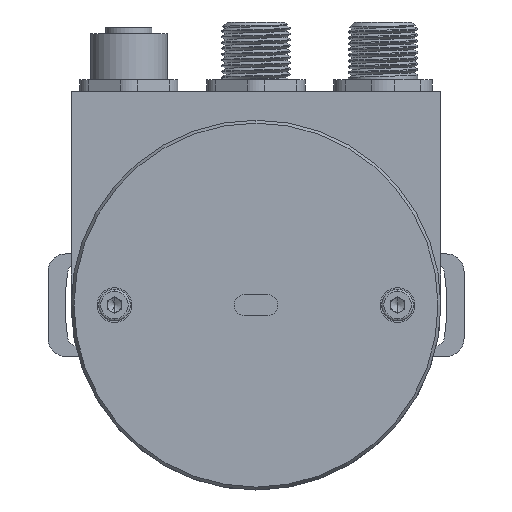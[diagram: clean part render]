
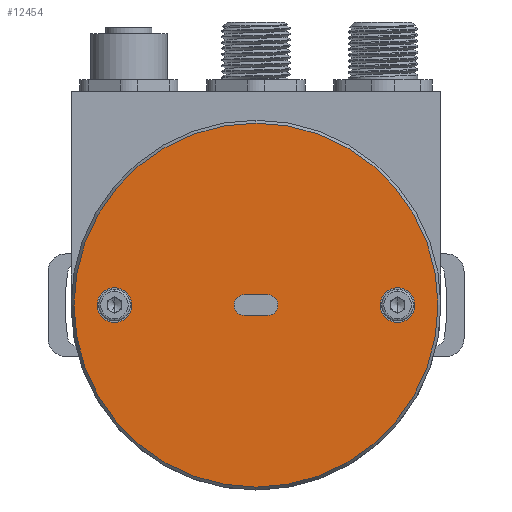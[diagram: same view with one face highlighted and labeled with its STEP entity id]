
A CAD part, front view. The second image highlights one B-rep face of the part: STEP entity #12454.
In plain terms, the highlighted planar face has unit normal (0, -1, 0).
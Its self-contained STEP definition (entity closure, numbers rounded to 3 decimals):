
#283 = CIRCLE ( 'NONE', #19966, 1.8 ) ;
#300 = FACE_BOUND ( 'NONE', #43011, .T. ) ;
#725 = CARTESIAN_POINT ( 'NONE',  ( -31.795, 16.725, -2.5 ) ) ;
#785 = ORIENTED_EDGE ( 'NONE', *, *, #31128, .F. ) ;
#2000 = CIRCLE ( 'NONE', #7657, 1.8 ) ;
#2034 = ORIENTED_EDGE ( 'NONE', *, *, #40296, .F. ) ;
#2280 = LINE ( 'NONE', #22985, #38385 ) ;
#2291 = CIRCLE ( 'NONE', #40977, 3. ) ;
#2411 = AXIS2_PLACEMENT_3D ( 'NONE', #6041, #2935, #35989 ) ;
#2935 = DIRECTION ( 'NONE',  ( 0., -1., 0. ) ) ;
#3070 = EDGE_CURVE ( 'NONE', #13774, #13545, #15888, .T. ) ;
#3949 = AXIS2_PLACEMENT_3D ( 'NONE', #22506, #22285, #25526 ) ;
#4011 = CARTESIAN_POINT ( 'NONE',  ( -5.295, 16.725, -0.7 ) ) ;
#4050 = AXIS2_PLACEMENT_3D ( 'NONE', #14768, #42272, #21827 ) ;
#4678 = CARTESIAN_POINT ( 'NONE',  ( -9.295, 16.725, -0.7 ) ) ;
#5583 = EDGE_CURVE ( 'NONE', #32598, #19140, #7372, .T. ) ;
#6041 = CARTESIAN_POINT ( 'NONE',  ( 17.205, 16.725, -2.5 ) ) ;
#6176 = CARTESIAN_POINT ( 'NONE',  ( 17.205, 16.725, -5.5 ) ) ;
#6691 = EDGE_LOOP ( 'NONE', ( #785, #2034 ) ) ;
#6712 = EDGE_LOOP ( 'NONE', ( #15710, #31084, #38252, #19764 ) ) ;
#7140 = FACE_OUTER_BOUND ( 'NONE', #31599, .T. ) ;
#7372 = LINE ( 'NONE', #13947, #29515 ) ;
#7602 = CARTESIAN_POINT ( 'NONE',  ( -9.295, 16.725, -4.3 ) ) ;
#7657 = AXIS2_PLACEMENT_3D ( 'NONE', #8052, #26594, #16673 ) ;
#8013 = VERTEX_POINT ( 'NONE', #21751 ) ;
#8052 = CARTESIAN_POINT ( 'NONE',  ( -5.295, 16.725, -2.5 ) ) ;
#9214 = ORIENTED_EDGE ( 'NONE', *, *, #10368, .F. ) ;
#9322 = VERTEX_POINT ( 'NONE', #43220 ) ;
#9897 = EDGE_CURVE ( 'NONE', #19140, #10606, #283, .T. ) ;
#10368 = EDGE_CURVE ( 'NONE', #13545, #13774, #41104, .T. ) ;
#10406 = AXIS2_PLACEMENT_3D ( 'NONE', #18776, #42105, #25137 ) ;
#10592 = ORIENTED_EDGE ( 'NONE', *, *, #43062, .T. ) ;
#10606 = VERTEX_POINT ( 'NONE', #4678 ) ;
#10668 = PLANE ( 'NONE',  #10406 ) ;
#11266 = VERTEX_POINT ( 'NONE', #4011 ) ;
#12454 = ADVANCED_FACE ( 'NONE', ( #27797, #17026, #300, #7140 ), #10668, .F. ) ;
#13183 = DIRECTION ( 'NONE',  ( 0., -1., 0. ) ) ;
#13545 = VERTEX_POINT ( 'NONE', #6176 ) ;
#13694 = DIRECTION ( 'NONE',  ( 0., -1., 0. ) ) ;
#13774 = VERTEX_POINT ( 'NONE', #42858 ) ;
#13947 = CARTESIAN_POINT ( 'NONE',  ( -7.295, 16.725, -4.3 ) ) ;
#14343 = DIRECTION ( 'NONE',  ( 0., 0., -1. ) ) ;
#14768 = CARTESIAN_POINT ( 'NONE',  ( -7.295, 16.725, -2.5 ) ) ;
#15710 = ORIENTED_EDGE ( 'NONE', *, *, #5583, .T. ) ;
#15888 = CIRCLE ( 'NONE', #20132, 3. ) ;
#16673 = DIRECTION ( 'NONE',  ( 0., 0., 1. ) ) ;
#16824 = DIRECTION ( 'NONE',  ( -1., 0., 0. ) ) ;
#17026 = FACE_BOUND ( 'NONE', #6691, .T. ) ;
#17997 = DIRECTION ( 'NONE',  ( 0., 1., 0. ) ) ;
#18705 = CIRCLE ( 'NONE', #3949, 31.5 ) ;
#18776 = CARTESIAN_POINT ( 'NONE',  ( -7.295, 16.725, -2.5 ) ) ;
#19140 = VERTEX_POINT ( 'NONE', #7602 ) ;
#19764 = ORIENTED_EDGE ( 'NONE', *, *, #43445, .T. ) ;
#19966 = AXIS2_PLACEMENT_3D ( 'NONE', #38029, #17997, #27008 ) ;
#20132 = AXIS2_PLACEMENT_3D ( 'NONE', #26119, #30106, #30306 ) ;
#21043 = CARTESIAN_POINT ( 'NONE',  ( -5.295, 16.725, -4.3 ) ) ;
#21650 = CIRCLE ( 'NONE', #4050, 31.5 ) ;
#21751 = CARTESIAN_POINT ( 'NONE',  ( -7.295, 16.725, 29. ) ) ;
#21827 = DIRECTION ( 'NONE',  ( 0., 0., 1. ) ) ;
#22285 = DIRECTION ( 'NONE',  ( 0., -1., 0. ) ) ;
#22506 = CARTESIAN_POINT ( 'NONE',  ( -7.295, 16.725, -2.5 ) ) ;
#22985 = CARTESIAN_POINT ( 'NONE',  ( -7.295, 16.725, -0.7 ) ) ;
#25059 = VERTEX_POINT ( 'NONE', #41437 ) ;
#25137 = DIRECTION ( 'NONE',  ( 1., 0., 0. ) ) ;
#25526 = DIRECTION ( 'NONE',  ( 0., 0., 1. ) ) ;
#26119 = CARTESIAN_POINT ( 'NONE',  ( 17.205, 16.725, -2.5 ) ) ;
#26594 = DIRECTION ( 'NONE',  ( 0., 1., 0. ) ) ;
#27008 = DIRECTION ( 'NONE',  ( 0., 0., 1. ) ) ;
#27797 = FACE_BOUND ( 'NONE', #6712, .T. ) ;
#28393 = EDGE_CURVE ( 'NONE', #10606, #11266, #2280, .T. ) ;
#29515 = VECTOR ( 'NONE', #16824, 1000. ) ;
#29907 = CARTESIAN_POINT ( 'NONE',  ( -31.795, 16.725, -2.5 ) ) ;
#29910 = EDGE_CURVE ( 'NONE', #9322, #8013, #18705, .T. ) ;
#30106 = DIRECTION ( 'NONE',  ( 0., -1., 0. ) ) ;
#30242 = VERTEX_POINT ( 'NONE', #36725 ) ;
#30306 = DIRECTION ( 'NONE',  ( 0., 0., 1. ) ) ;
#31084 = ORIENTED_EDGE ( 'NONE', *, *, #9897, .T. ) ;
#31128 = EDGE_CURVE ( 'NONE', #30242, #25059, #2291, .T. ) ;
#31599 = EDGE_LOOP ( 'NONE', ( #10592, #37668 ) ) ;
#32598 = VERTEX_POINT ( 'NONE', #21043 ) ;
#35989 = DIRECTION ( 'NONE',  ( 0., 0., 1. ) ) ;
#36725 = CARTESIAN_POINT ( 'NONE',  ( -31.795, 16.725, -5.5 ) ) ;
#36735 = DIRECTION ( 'NONE',  ( 0., 0., -1. ) ) ;
#36986 = AXIS2_PLACEMENT_3D ( 'NONE', #725, #13694, #14343 ) ;
#37668 = ORIENTED_EDGE ( 'NONE', *, *, #29910, .T. ) ;
#37672 = CIRCLE ( 'NONE', #36986, 3. ) ;
#38029 = CARTESIAN_POINT ( 'NONE',  ( -9.295, 16.725, -2.5 ) ) ;
#38252 = ORIENTED_EDGE ( 'NONE', *, *, #28393, .T. ) ;
#38385 = VECTOR ( 'NONE', #40358, 1000. ) ;
#40296 = EDGE_CURVE ( 'NONE', #25059, #30242, #37672, .T. ) ;
#40358 = DIRECTION ( 'NONE',  ( 1., 0., 0. ) ) ;
#40977 = AXIS2_PLACEMENT_3D ( 'NONE', #29907, #13183, #36735 ) ;
#41104 = CIRCLE ( 'NONE', #2411, 3. ) ;
#41437 = CARTESIAN_POINT ( 'NONE',  ( -31.795, 16.725, 0.5 ) ) ;
#42105 = DIRECTION ( 'NONE',  ( 0., 1., 0. ) ) ;
#42272 = DIRECTION ( 'NONE',  ( 0., -1., 0. ) ) ;
#42527 = ORIENTED_EDGE ( 'NONE', *, *, #3070, .F. ) ;
#42858 = CARTESIAN_POINT ( 'NONE',  ( 17.205, 16.725, 0.5 ) ) ;
#43011 = EDGE_LOOP ( 'NONE', ( #9214, #42527 ) ) ;
#43062 = EDGE_CURVE ( 'NONE', #8013, #9322, #21650, .T. ) ;
#43220 = CARTESIAN_POINT ( 'NONE',  ( -7.295, 16.725, -34. ) ) ;
#43445 = EDGE_CURVE ( 'NONE', #11266, #32598, #2000, .T. ) ;
